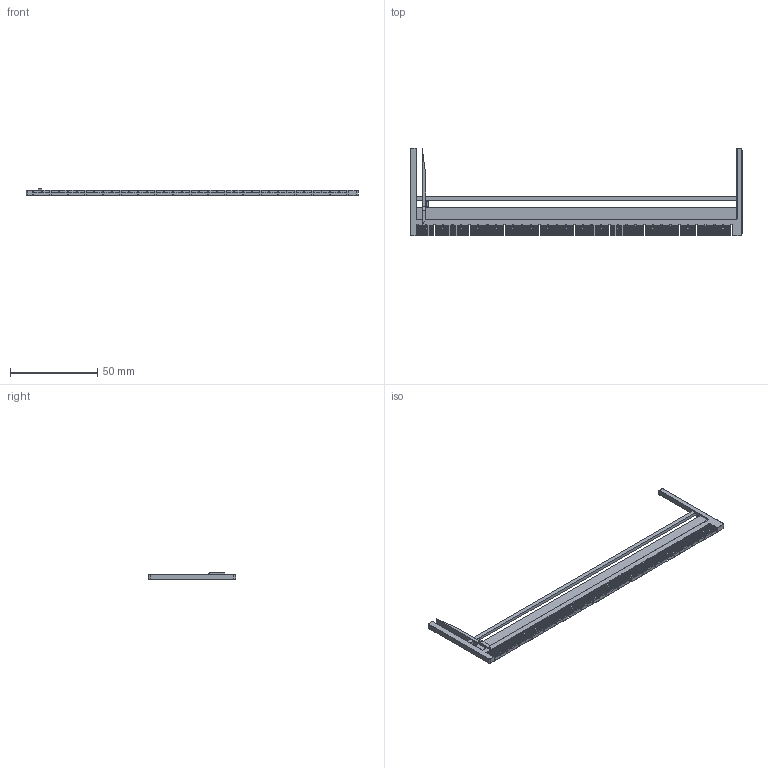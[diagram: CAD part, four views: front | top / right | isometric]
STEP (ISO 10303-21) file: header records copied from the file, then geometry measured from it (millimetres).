
FILE_DESCRIPTION(/* description */ (''),/* implementation_level */ '2;1');
FILE_NAME(/* name */ 'Ruler.step',/* time_stamp */ '2025-12-18T19:31:03-05:00',/* author */ (''),/* organization */ (''),/* preprocessor_version */ 'ST-DEVELOPER v20.1',/* originating_system */ 'Autodesk Translation Framework v14.21.0.0',/* authorisation */ '');
FILE_SCHEMA (('AUTOMOTIVE_DESIGN { 1 0 10303 214 3 1 1 }'));
Length unit declared in the file: millimetre
Products named in the file (1): (Unsaved)
Bounding box: 190 x 50 x 4.1 mm (x, y, z)
Volume: 8800.8 mm3; surface area: 12570 mm2
Topology: 1 solids, 1 shells, 1625 faces, 4028 edges, 2401 vertices
Faces by surface type: cylinder 844, plane 765, torus 12, bspline 2, sphere 2
Entity records: 46999 total; most frequent: CARTESIAN_POINT 8153, DIRECTION 8150, ORIENTED_EDGE 8056, EDGE_CURVE 4028, LINE 3134, VECTOR 3134, AXIS2_PLACEMENT_3D 2508, VERTEX_POINT 2401
